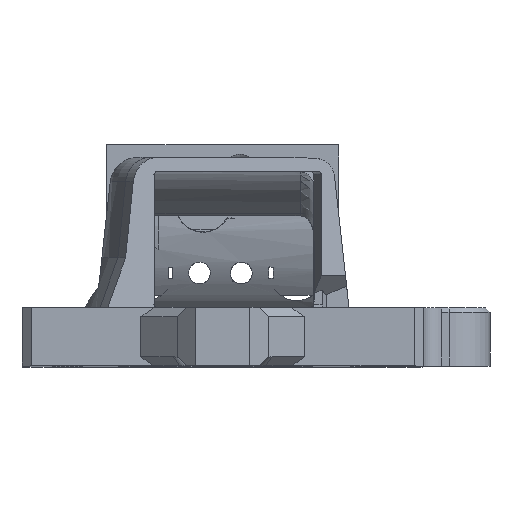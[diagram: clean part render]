
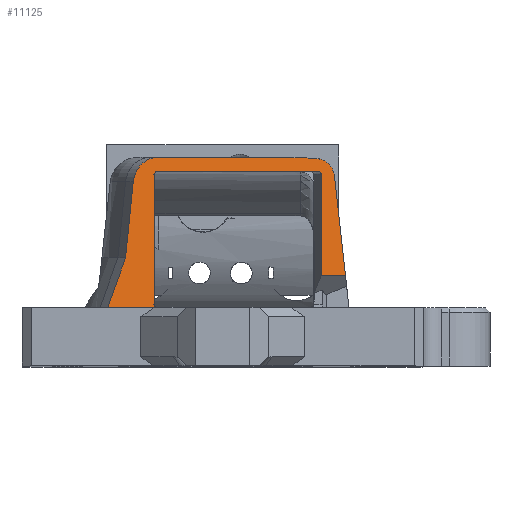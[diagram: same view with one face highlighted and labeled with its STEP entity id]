
A CAD part, top view. The second image highlights one B-rep face of the part: STEP entity #11125.
In plain terms, the highlighted planar face has unit normal (0.423, 0, 0.906).
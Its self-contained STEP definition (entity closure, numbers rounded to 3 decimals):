
#103=ELLIPSE('',#11799,36.884,13.505);
#384=PLANE('',#11795);
#880=FACE_OUTER_BOUND('',#1500,.T.);
#1500=EDGE_LOOP('',(#8844,#8845,#8846,#8847,#8848,#8849,#8850,#8851,#8852,
#8853,#8854,#8855,#8856,#8857,#8858,#8859));
#2021=B_SPLINE_CURVE_WITH_KNOTS('',3,(#17639,#17640,#17641,#17642,#17643,
#17644,#17645,#17646,#17647,#17648),.UNSPECIFIED.,.F.,.F.,(4,2,2,2,4),(-0.291,
-0.223,-0.145,-0.074,0.),
 .UNSPECIFIED.);
#2022=B_SPLINE_CURVE_WITH_KNOTS('',3,(#17650,#17651,#17652,#17653),
 .UNSPECIFIED.,.F.,.F.,(4,4),(0.,0.033),.UNSPECIFIED.);
#2167=CIRCLE('',#11796,0.4);
#2168=CIRCLE('',#11797,0.4);
#2169=CIRCLE('',#11798,0.4);
#2170=CIRCLE('',#11800,3.);
#2473=LINE('',#16752,#3787);
#2799=LINE('',#17493,#4113);
#2852=LINE('',#17628,#4166);
#2853=LINE('',#17632,#4167);
#2854=LINE('',#17635,#4168);
#2855=LINE('',#17637,#4169);
#2856=LINE('',#17657,#4170);
#2857=LINE('',#17661,#4171);
#2858=LINE('',#17662,#4172);
#3787=VECTOR('',#12877,10.);
#4113=VECTOR('',#13293,1000.);
#4166=VECTOR('',#13398,1000.);
#4167=VECTOR('',#13401,1000.);
#4168=VECTOR('',#13404,10.);
#4169=VECTOR('',#13405,1000.);
#4170=VECTOR('',#13408,1000.);
#4171=VECTOR('',#13411,1000.);
#4172=VECTOR('',#13412,1000.);
#5148=VERTEX_POINT('',#16749);
#5149=VERTEX_POINT('',#16751);
#5458=VERTEX_POINT('',#17490);
#5459=VERTEX_POINT('',#17492);
#5496=VERTEX_POINT('',#17625);
#5497=VERTEX_POINT('',#17627);
#5498=VERTEX_POINT('',#17629);
#5499=VERTEX_POINT('',#17631);
#5500=VERTEX_POINT('',#17634);
#5501=VERTEX_POINT('',#17636);
#5502=VERTEX_POINT('',#17638);
#5503=VERTEX_POINT('',#17649);
#5504=VERTEX_POINT('',#17654);
#5505=VERTEX_POINT('',#17656);
#5506=VERTEX_POINT('',#17658);
#5507=VERTEX_POINT('',#17660);
#6349=EDGE_CURVE('',#5149,#5148,#2473,.T.);
#6693=EDGE_CURVE('',#5458,#5459,#2799,.T.);
#6752=EDGE_CURVE('',#5496,#5148,#2167,.T.);
#6753=EDGE_CURVE('',#5496,#5497,#2852,.T.);
#6754=EDGE_CURVE('',#5498,#5497,#2168,.T.);
#6755=EDGE_CURVE('',#5498,#5499,#2853,.T.);
#6756=EDGE_CURVE('',#5459,#5499,#2169,.T.);
#6757=EDGE_CURVE('',#5500,#5458,#2854,.T.);
#6758=EDGE_CURVE('',#5500,#5501,#2855,.T.);
#6759=EDGE_CURVE('',#5501,#5502,#2021,.T.);
#6760=EDGE_CURVE('',#5502,#5503,#2022,.T.);
#6761=EDGE_CURVE('',#5504,#5503,#103,.F.);
#6762=EDGE_CURVE('',#5505,#5504,#2856,.T.);
#6763=EDGE_CURVE('',#5505,#5506,#2170,.T.);
#6764=EDGE_CURVE('',#5506,#5507,#2857,.T.);
#6765=EDGE_CURVE('',#5507,#5149,#2858,.F.);
#8844=ORIENTED_EDGE('',*,*,#6349,.T.);
#8845=ORIENTED_EDGE('',*,*,#6752,.F.);
#8846=ORIENTED_EDGE('',*,*,#6753,.T.);
#8847=ORIENTED_EDGE('',*,*,#6754,.F.);
#8848=ORIENTED_EDGE('',*,*,#6755,.T.);
#8849=ORIENTED_EDGE('',*,*,#6756,.F.);
#8850=ORIENTED_EDGE('',*,*,#6693,.F.);
#8851=ORIENTED_EDGE('',*,*,#6757,.F.);
#8852=ORIENTED_EDGE('',*,*,#6758,.T.);
#8853=ORIENTED_EDGE('',*,*,#6759,.T.);
#8854=ORIENTED_EDGE('',*,*,#6760,.T.);
#8855=ORIENTED_EDGE('',*,*,#6761,.F.);
#8856=ORIENTED_EDGE('',*,*,#6762,.F.);
#8857=ORIENTED_EDGE('',*,*,#6763,.T.);
#8858=ORIENTED_EDGE('',*,*,#6764,.T.);
#8859=ORIENTED_EDGE('',*,*,#6765,.T.);
#11125=ADVANCED_FACE('',(#880),#384,.T.);
#11795=AXIS2_PLACEMENT_3D('',#17624,#13394,#13395);
#11796=AXIS2_PLACEMENT_3D('',#17626,#13396,#13397);
#11797=AXIS2_PLACEMENT_3D('',#17630,#13399,#13400);
#11798=AXIS2_PLACEMENT_3D('',#17633,#13402,#13403);
#11799=AXIS2_PLACEMENT_3D('',#17655,#13406,#13407);
#11800=AXIS2_PLACEMENT_3D('',#17659,#13409,#13410);
#12877=DIRECTION('',(0.906,0.,-0.423));
#13293=DIRECTION('',(0.,1.,0.));
#13394=DIRECTION('center_axis',(0.423,0.,
0.906));
#13395=DIRECTION('ref_axis',(0.906,0.,-0.423));
#13396=DIRECTION('center_axis',(0.423,0.,
0.906));
#13397=DIRECTION('ref_axis',(0.906,0.,-0.423));
#13398=DIRECTION('',(0.,1.,0.));
#13399=DIRECTION('center_axis',(0.423,0.,
0.906));
#13400=DIRECTION('ref_axis',(0.906,0.,-0.423));
#13401=DIRECTION('',(0.906,0.,-0.423));
#13402=DIRECTION('center_axis',(0.423,0.,
0.906));
#13403=DIRECTION('ref_axis',(0.906,0.,-0.423));
#13404=DIRECTION('',(-0.906,0.,0.423));
#13405=DIRECTION('',(-0.11,0.993,0.051));
#13406=DIRECTION('center_axis',(0.423,0.,
0.906));
#13407=DIRECTION('ref_axis',(0.906,-0.006,-0.423));
#13408=DIRECTION('',(0.906,0.,-0.423));
#13409=DIRECTION('center_axis',(0.423,0.,
0.906));
#13410=DIRECTION('ref_axis',(0.906,0.,-0.423));
#13411=DIRECTION('',(-0.1,-0.994,0.047));
#13412=DIRECTION('',(0.336,0.929,-0.156));
#16749=CARTESIAN_POINT('',(-7.1,1.4,-16.395));
#16751=CARTESIAN_POINT('',(-12.675,1.4,-13.795));
#16752=CARTESIAN_POINT('',(-3.877,1.4,-17.897));
#17490=CARTESIAN_POINT('',(10.845,5.,-24.762));
#17492=CARTESIAN_POINT('',(10.845,16.1,-24.762));
#17493=CARTESIAN_POINT('',(10.845,8.95,-24.762));
#17624=CARTESIAN_POINT('Origin',(1.763,9.,-20.528));
#17625=CARTESIAN_POINT('',(-7.462,1.8,-16.226));
#17626=CARTESIAN_POINT('Origin',(-7.1,1.8,-16.395));
#17627=CARTESIAN_POINT('',(-7.462,16.1,-16.226));
#17628=CARTESIAN_POINT('',(-7.462,8.95,-16.226));
#17629=CARTESIAN_POINT('',(-7.1,16.5,-16.395));
#17630=CARTESIAN_POINT('Origin',(-7.1,16.1,-16.395));
#17631=CARTESIAN_POINT('',(10.483,16.5,-24.593));
#17632=CARTESIAN_POINT('',(1.692,16.5,-20.494));
#17633=CARTESIAN_POINT('Origin',(10.483,16.1,-24.593));
#17634=CARTESIAN_POINT('',(13.494,5.,-25.998));
#17635=CARTESIAN_POINT('',(7.139,5.,-23.034));
#17636=CARTESIAN_POINT('',(12.271,16.012,-25.427));
#17637=CARTESIAN_POINT('',(12.883,10.504,-25.713));
#17638=CARTESIAN_POINT('',(10.512,17.883,-24.607));
#17639=CARTESIAN_POINT('Ctrl Pts',(12.271,16.012,-25.427));
#17640=CARTESIAN_POINT('Ctrl Pts',(12.246,16.233,-25.416));
#17641=CARTESIAN_POINT('Ctrl Pts',(12.187,16.448,-25.388));
#17642=CARTESIAN_POINT('Ctrl Pts',(11.994,16.882,-25.298));
#17643=CARTESIAN_POINT('Ctrl Pts',(11.852,17.093,-25.232));
#17644=CARTESIAN_POINT('Ctrl Pts',(11.525,17.434,-25.079));
#17645=CARTESIAN_POINT('Ctrl Pts',(11.347,17.568,-24.996));
#17646=CARTESIAN_POINT('Ctrl Pts',(10.952,17.778,-24.812));
#17647=CARTESIAN_POINT('Ctrl Pts',(10.735,17.85,-24.711));
#17648=CARTESIAN_POINT('Ctrl Pts',(10.512,17.883,-24.607));
#17649=CARTESIAN_POINT('',(10.218,17.912,-24.47));
#17650=CARTESIAN_POINT('Ctrl Pts',(10.512,17.883,-24.607));
#17651=CARTESIAN_POINT('Ctrl Pts',(10.415,17.897,-24.562));
#17652=CARTESIAN_POINT('Ctrl Pts',(10.317,17.907,-24.516));
#17653=CARTESIAN_POINT('Ctrl Pts',(10.218,17.912,-24.47));
#17654=CARTESIAN_POINT('',(6.395,18.,-22.687));
#17655=CARTESIAN_POINT('Origin',(6.874,4.493,-22.91));
#17656=CARTESIAN_POINT('',(-7.122,18.,-16.384));
#17657=CARTESIAN_POINT('',(-1.58,18.,-18.968));
#17658=CARTESIAN_POINT('',(-9.825,15.331,-15.124));
#17659=CARTESIAN_POINT('Origin',(-7.122,15.,-16.384));
#17660=CARTESIAN_POINT('',(-10.668,6.957,-14.731));
#17661=CARTESIAN_POINT('',(6.395,176.4,-22.687));
#17662=CARTESIAN_POINT('',(-13.181,0.,-13.559));
